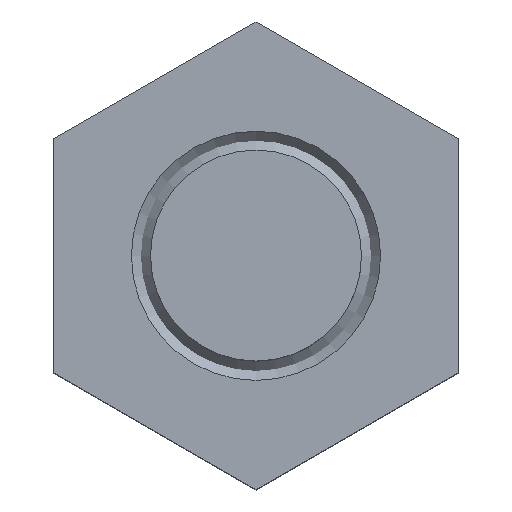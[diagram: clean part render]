
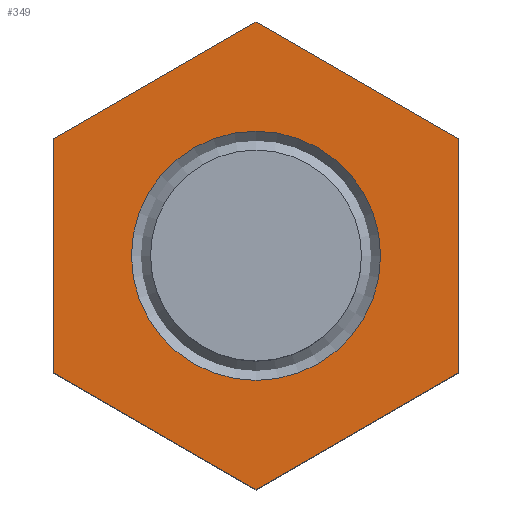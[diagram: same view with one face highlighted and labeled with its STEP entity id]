
A CAD part, top view. The second image highlights one B-rep face of the part: STEP entity #349.
In plain terms, the highlighted face is planar.
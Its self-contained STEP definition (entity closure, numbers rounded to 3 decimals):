
#20=LINE('',#514,#38);
#23=LINE('',#520,#41);
#26=LINE('',#526,#44);
#29=LINE('',#532,#47);
#32=LINE('',#538,#50);
#35=LINE('',#543,#53);
#38=VECTOR('',#436,1000.);
#41=VECTOR('',#441,1000.);
#44=VECTOR('',#446,1000.);
#47=VECTOR('',#451,1000.);
#50=VECTOR('',#456,1000.);
#53=VECTOR('',#461,1000.);
#116=ORIENTED_EDGE('',*,*,#161,.F.);
#117=ORIENTED_EDGE('',*,*,#145,.F.);
#118=ORIENTED_EDGE('',*,*,#160,.F.);
#119=ORIENTED_EDGE('',*,*,#157,.F.);
#120=ORIENTED_EDGE('',*,*,#154,.F.);
#121=ORIENTED_EDGE('',*,*,#151,.F.);
#122=ORIENTED_EDGE('',*,*,#148,.F.);
#145=EDGE_CURVE('',#174,#175,#20,.T.);
#148=EDGE_CURVE('',#175,#177,#23,.T.);
#151=EDGE_CURVE('',#177,#179,#26,.T.);
#154=EDGE_CURVE('',#179,#181,#29,.T.);
#157=EDGE_CURVE('',#181,#183,#32,.T.);
#160=EDGE_CURVE('',#183,#174,#35,.T.);
#161=EDGE_CURVE('',#184,#184,#195,.T.);
#174=VERTEX_POINT('',#513);
#175=VERTEX_POINT('',#515);
#177=VERTEX_POINT('',#521);
#179=VERTEX_POINT('',#527);
#181=VERTEX_POINT('',#533);
#183=VERTEX_POINT('',#539);
#184=VERTEX_POINT('',#546);
#195=CIRCLE('',#388,4.);
#219=EDGE_LOOP('',(#116));
#220=EDGE_LOOP('',(#117,#118,#119,#120,#121,#122));
#249=FACE_BOUND('',#219,.T.);
#250=FACE_BOUND('',#220,.T.);
#268=PLANE('',#387);
#349=ADVANCED_FACE('',(#249,#250),#268,.F.);
#387=AXIS2_PLACEMENT_3D('',#544,#462,#463);
#388=AXIS2_PLACEMENT_3D('',#545,#464,#465);
#436=DIRECTION('',(0.,0.,1.));
#441=DIRECTION('',(0.866,0.,0.5));
#446=DIRECTION('',(0.866,0.,-0.5));
#451=DIRECTION('',(0.,0.,-1.));
#456=DIRECTION('',(-0.866,0.,-0.5));
#461=DIRECTION('',(-0.866,0.,0.5));
#462=DIRECTION('',(0.,1.,0.));
#463=DIRECTION('',(0.,0.,1.));
#464=DIRECTION('',(0.,-1.,0.));
#465=DIRECTION('',(0.,0.,-1.));
#513=CARTESIAN_POINT('',(-6.5,-4.,-3.753));
#514=CARTESIAN_POINT('',(-6.5,-4.,-3.753));
#515=CARTESIAN_POINT('',(-6.5,-4.,3.753));
#520=CARTESIAN_POINT('',(-6.5,-4.,3.753));
#521=CARTESIAN_POINT('',(0.,-4.,7.506));
#526=CARTESIAN_POINT('',(0.,-4.,7.506));
#527=CARTESIAN_POINT('',(6.5,-4.,3.753));
#532=CARTESIAN_POINT('',(6.5,-4.,3.753));
#533=CARTESIAN_POINT('',(6.5,-4.,-3.753));
#538=CARTESIAN_POINT('',(6.5,-4.,-3.753));
#539=CARTESIAN_POINT('',(0.,-4.,-7.506));
#543=CARTESIAN_POINT('',(0.,-4.,-7.506));
#544=CARTESIAN_POINT('',(0.,-4.,0.));
#545=CARTESIAN_POINT('',(0.,-4.,0.));
#546=CARTESIAN_POINT('',(0.,-4.,-4.));
